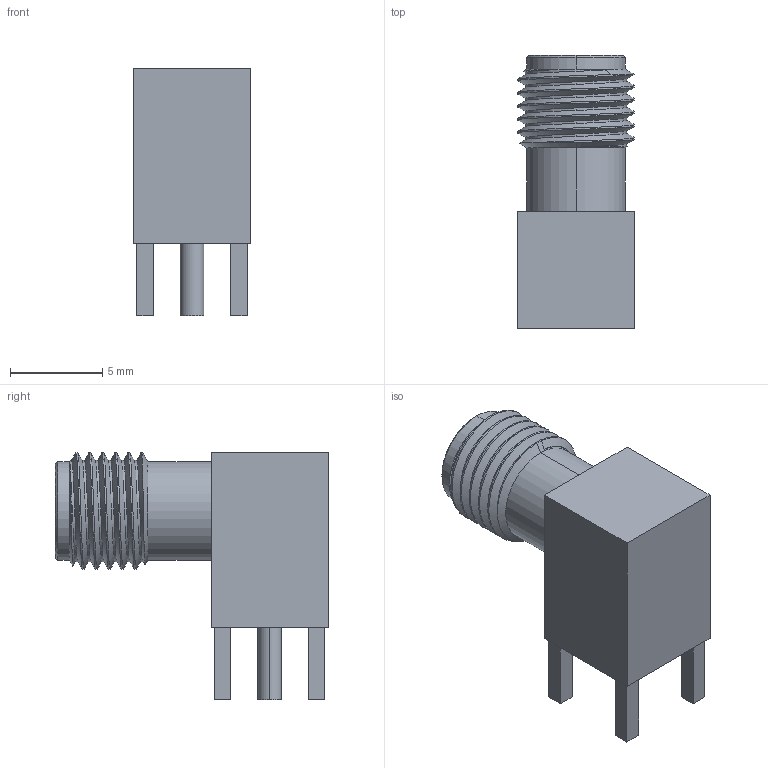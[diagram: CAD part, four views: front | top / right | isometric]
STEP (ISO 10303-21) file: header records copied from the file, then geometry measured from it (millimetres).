
FILE_DESCRIPTION (( 'STEP AP203' ), '1' );
FILE_NAME ('SMA 731000114.STEP', '2018-06-16T04:28:26', ( '' ), ( '' ), 'SwSTEP 2.0', 'SolidWorks 2015', '' );
FILE_SCHEMA (( 'CONFIG_CONTROL_DESIGN' ));
Length unit declared in the file: millimetre
Products named in the file (1): SMA 731000114
Bounding box: 6.35 x 14.8 x 13.4 mm (x, y, z)
Volume: 569.8 mm3; surface area: 648.2 mm2
Topology: 1 solids, 1 shells, 77 faces, 194 edges, 127 vertices
Faces by surface type: cylinder 39, plane 30, cone 6, bspline 2
Entity records: 2906 total; most frequent: CARTESIAN_POINT 1141, ORIENTED_EDGE 388, DIRECTION 311, EDGE_CURVE 194, VERTEX_POINT 127, AXIS2_PLACEMENT_3D 104, LINE 103, VECTOR 103
